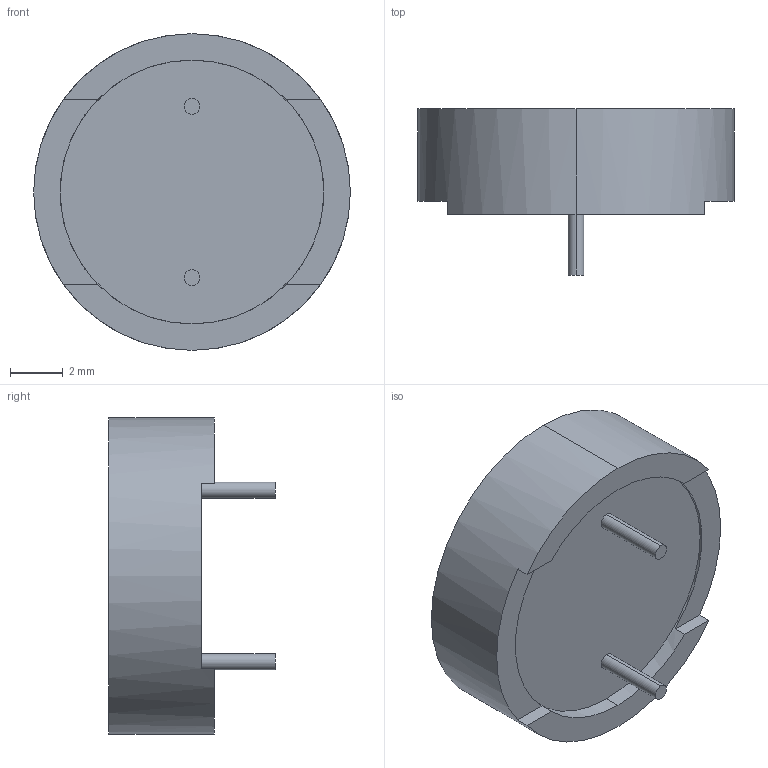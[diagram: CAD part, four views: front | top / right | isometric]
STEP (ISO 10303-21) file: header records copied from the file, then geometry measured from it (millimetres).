
FILE_DESCRIPTION (( 'STEP AP203' ), '1' );
FILE_NAME ('GT-1204A.STEP', '2017-03-06T19:02:47', ( 'Gem' ), ( '' ), 'SwSTEP 2.0', 'SolidWorks 2013', '' );
FILE_SCHEMA (( 'CONFIG_CONTROL_DESIGN' ));
Length unit declared in the file: millimetre
Products named in the file (1): GT-1204A
Bounding box: 12 x 6.3 x 12 mm (x, y, z)
Volume: 360.9 mm3; surface area: 431.9 mm2
Topology: 3 solids, 3 shells, 44 faces, 102 edges, 68 vertices
Faces by surface type: plane 30, cylinder 14
Entity records: 1337 total; most frequent: DIRECTION 228, CARTESIAN_POINT 215, ORIENTED_EDGE 204, EDGE_CURVE 102, AXIS2_PLACEMENT_3D 81, VERTEX_POINT 68, VECTOR 66, LINE 66
